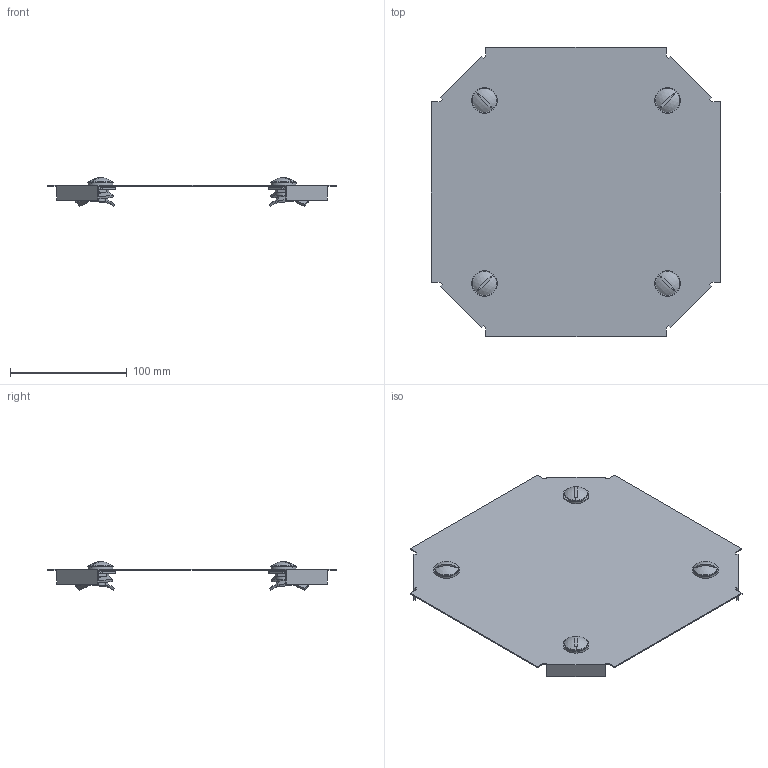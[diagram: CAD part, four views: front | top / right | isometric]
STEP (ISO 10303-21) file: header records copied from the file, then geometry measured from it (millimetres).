
FILE_DESCRIPTION (( 'STEP AP214' ), '1' );
FILE_NAME ('7139042.STEP', '2019-12-03T13:09:22', ( '' ), ( '' ), 'SwSTEP 2.0', 'SolidWorks 2018', '' );
FILE_SCHEMA (( 'AUTOMOTIVE_DESIGN' ));
Length unit declared in the file: millimetre
Products named in the file (6): 020263_DIN EN ISO 10511 - M8 ; 099600_Standard; KTS 14.002-012_M8x16; KTS 08.083-001_Standard; 7139042; 055486_DFKM NB=150 d-16,5 f〉 Helix-Drehriegel
Assembly tree (17 placements, depth 2):
  7139042
    055486_DFKM NB=150 d-16,5 f〉 Helix-Drehriegel
    KTS 08.083-001_Standard  x4
    KTS 14.002-012_M8x16  x4
    099600_Standard  x4
    020263_DIN EN ISO 10511 - M8   x4
Bounding box: 247.99 x 247.99 x 24.53 mm (x, y, z)
Volume: 76727.2 mm3; surface area: 136011.7 mm2
Topology: 17 solids, 17 shells, 462 faces, 1176 edges, 760 vertices
Faces by surface type: plane 234, bspline 84, cylinder 72, cone 56, sphere 8, torus 8
Entity records: 7018 total; most frequent: CARTESIAN_POINT 2914, ORIENTED_EDGE 840, DIRECTION 701, EDGE_CURVE 420, VERTEX_POINT 274, VECTOR 241, LINE 241, AXIS2_PLACEMENT_3D 230
